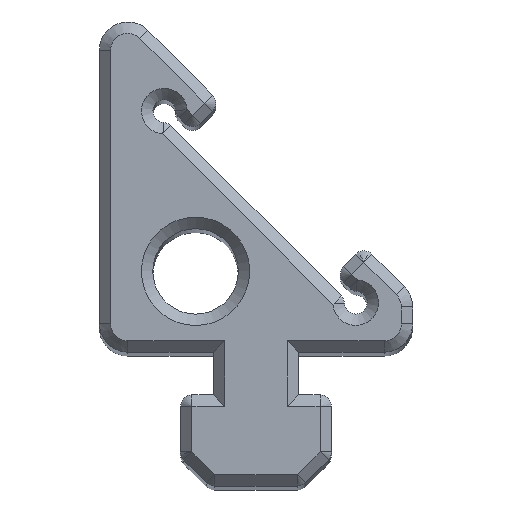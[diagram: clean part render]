
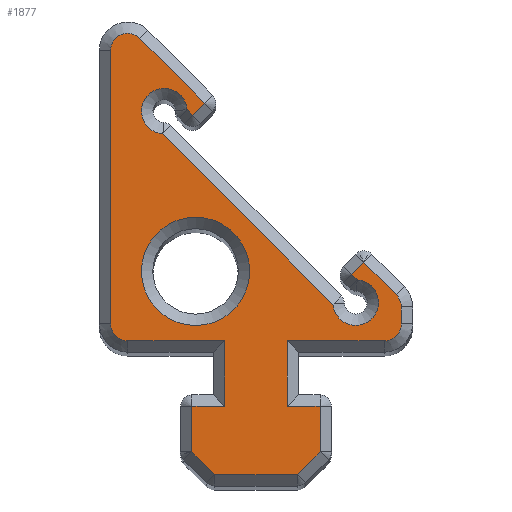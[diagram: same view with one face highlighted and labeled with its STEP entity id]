
A CAD part, top view. The second image highlights one B-rep face of the part: STEP entity #1877.
In plain terms, the highlighted planar face has unit normal (0, 0, 1).
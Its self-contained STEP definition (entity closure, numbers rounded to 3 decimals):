
#16=FACE_BOUND('',#371,.T.);
#79=CIRCLE('',#2021,0.6);
#80=CIRCLE('',#2024,0.6);
#81=CIRCLE('',#2029,0.8);
#82=CIRCLE('',#2032,0.8);
#84=CIRCLE('',#2038,0.6);
#86=CIRCLE('',#2042,0.6);
#93=CIRCLE('',#2072,1.9);
#244=FACE_OUTER_BOUND('',#370,.T.);
#370=EDGE_LOOP('',(#1616,#1617,#1618,#1619,#1620,#1621,#1622,#1623,#1624,
#1625,#1626,#1627,#1628,#1629,#1630,#1631,#1632,#1633,#1634,#1635,#1636,
#1637,#1638,#1639,#1640,#1641));
#371=EDGE_LOOP('',(#1642));
#500=LINE('',#2967,#703);
#504=LINE('',#2975,#707);
#508=LINE('',#2983,#711);
#512=LINE('',#2991,#715);
#516=LINE('',#2999,#719);
#521=LINE('',#3009,#724);
#523=LINE('',#3013,#726);
#527=LINE('',#3020,#730);
#531=LINE('',#3029,#734);
#533=LINE('',#3035,#736);
#535=LINE('',#3039,#738);
#538=LINE('',#3044,#741);
#543=LINE('',#3054,#746);
#548=LINE('',#3064,#751);
#551=LINE('',#3069,#754);
#555=LINE('',#3078,#758);
#559=LINE('',#3090,#762);
#563=LINE('',#3100,#766);
#566=LINE('',#3106,#769);
#568=LINE('',#3109,#771);
#703=VECTOR('',#2413,10.);
#707=VECTOR('',#2419,10.);
#711=VECTOR('',#2425,10.);
#715=VECTOR('',#2431,10.);
#719=VECTOR('',#2437,10.);
#724=VECTOR('',#2444,10.);
#726=VECTOR('',#2448,10.);
#730=VECTOR('',#2454,10.);
#734=VECTOR('',#2464,10.);
#736=VECTOR('',#2472,10.);
#738=VECTOR('',#2476,10.);
#741=VECTOR('',#2481,10.);
#746=VECTOR('',#2492,10.);
#751=VECTOR('',#2503,10.);
#754=VECTOR('',#2508,10.);
#758=VECTOR('',#2514,10.);
#762=VECTOR('',#2526,10.);
#766=VECTOR('',#2538,10.);
#769=VECTOR('',#2543,10.);
#771=VECTOR('',#2547,10.);
#885=VERTEX_POINT('',#2964);
#886=VERTEX_POINT('',#2966);
#889=VERTEX_POINT('',#2974);
#892=VERTEX_POINT('',#2982);
#895=VERTEX_POINT('',#2990);
#898=VERTEX_POINT('',#2998);
#902=VERTEX_POINT('',#3008);
#903=VERTEX_POINT('',#3012);
#904=VERTEX_POINT('',#3017);
#905=VERTEX_POINT('',#3019);
#906=VERTEX_POINT('',#3023);
#907=VERTEX_POINT('',#3027);
#908=VERTEX_POINT('',#3031);
#909=VERTEX_POINT('',#3038);
#910=VERTEX_POINT('',#3043);
#911=VERTEX_POINT('',#3048);
#912=VERTEX_POINT('',#3053);
#913=VERTEX_POINT('',#3058);
#914=VERTEX_POINT('',#3063);
#915=VERTEX_POINT('',#3068);
#918=VERTEX_POINT('',#3075);
#919=VERTEX_POINT('',#3077);
#921=VERTEX_POINT('',#3083);
#923=VERTEX_POINT('',#3088);
#925=VERTEX_POINT('',#3095);
#927=VERTEX_POINT('',#3105);
#929=VERTEX_POINT('',#3144);
#1083=EDGE_CURVE('',#885,#886,#500,.T.);
#1087=EDGE_CURVE('',#886,#889,#504,.T.);
#1091=EDGE_CURVE('',#889,#892,#508,.T.);
#1095=EDGE_CURVE('',#892,#895,#512,.T.);
#1099=EDGE_CURVE('',#895,#898,#516,.T.);
#1104=EDGE_CURVE('',#898,#902,#521,.T.);
#1106=EDGE_CURVE('',#902,#903,#523,.T.);
#1110=EDGE_CURVE('',#904,#905,#527,.T.);
#1113=EDGE_CURVE('',#906,#904,#79,.T.);
#1115=EDGE_CURVE('',#907,#906,#531,.T.);
#1117=EDGE_CURVE('',#908,#907,#80,.T.);
#1118=EDGE_CURVE('',#903,#908,#533,.T.);
#1120=EDGE_CURVE('',#905,#909,#535,.T.);
#1123=EDGE_CURVE('',#909,#910,#538,.T.);
#1126=EDGE_CURVE('',#910,#911,#81,.T.);
#1129=EDGE_CURVE('',#911,#912,#543,.T.);
#1132=EDGE_CURVE('',#912,#913,#82,.T.);
#1135=EDGE_CURVE('',#913,#914,#548,.T.);
#1138=EDGE_CURVE('',#914,#915,#551,.T.);
#1142=EDGE_CURVE('',#918,#919,#555,.T.);
#1146=EDGE_CURVE('',#921,#918,#84,.T.);
#1148=EDGE_CURVE('',#923,#921,#559,.T.);
#1152=EDGE_CURVE('',#925,#923,#86,.T.);
#1154=EDGE_CURVE('',#915,#925,#563,.T.);
#1157=EDGE_CURVE('',#919,#927,#566,.T.);
#1159=EDGE_CURVE('',#927,#885,#568,.T.);
#1173=EDGE_CURVE('',#929,#929,#93,.T.);
#1616=ORIENTED_EDGE('',*,*,#1142,.F.);
#1617=ORIENTED_EDGE('',*,*,#1146,.F.);
#1618=ORIENTED_EDGE('',*,*,#1148,.F.);
#1619=ORIENTED_EDGE('',*,*,#1152,.F.);
#1620=ORIENTED_EDGE('',*,*,#1154,.F.);
#1621=ORIENTED_EDGE('',*,*,#1138,.F.);
#1622=ORIENTED_EDGE('',*,*,#1135,.F.);
#1623=ORIENTED_EDGE('',*,*,#1132,.F.);
#1624=ORIENTED_EDGE('',*,*,#1129,.F.);
#1625=ORIENTED_EDGE('',*,*,#1126,.F.);
#1626=ORIENTED_EDGE('',*,*,#1123,.F.);
#1627=ORIENTED_EDGE('',*,*,#1120,.F.);
#1628=ORIENTED_EDGE('',*,*,#1110,.F.);
#1629=ORIENTED_EDGE('',*,*,#1113,.F.);
#1630=ORIENTED_EDGE('',*,*,#1115,.F.);
#1631=ORIENTED_EDGE('',*,*,#1117,.F.);
#1632=ORIENTED_EDGE('',*,*,#1118,.F.);
#1633=ORIENTED_EDGE('',*,*,#1106,.F.);
#1634=ORIENTED_EDGE('',*,*,#1104,.F.);
#1635=ORIENTED_EDGE('',*,*,#1099,.F.);
#1636=ORIENTED_EDGE('',*,*,#1095,.F.);
#1637=ORIENTED_EDGE('',*,*,#1091,.F.);
#1638=ORIENTED_EDGE('',*,*,#1087,.F.);
#1639=ORIENTED_EDGE('',*,*,#1083,.F.);
#1640=ORIENTED_EDGE('',*,*,#1159,.F.);
#1641=ORIENTED_EDGE('',*,*,#1157,.F.);
#1642=ORIENTED_EDGE('',*,*,#1173,.F.);
#1759=PLANE('',#2071);
#1877=ADVANCED_FACE('',(#244,#16),#1759,.T.);
#2021=AXIS2_PLACEMENT_3D('',#3025,#2459,#2460);
#2024=AXIS2_PLACEMENT_3D('',#3033,#2468,#2469);
#2029=AXIS2_PLACEMENT_3D('',#3049,#2486,#2487);
#2032=AXIS2_PLACEMENT_3D('',#3059,#2497,#2498);
#2038=AXIS2_PLACEMENT_3D('',#3085,#2521,#2522);
#2042=AXIS2_PLACEMENT_3D('',#3097,#2533,#2534);
#2071=AXIS2_PLACEMENT_3D('',#3143,#2605,#2606);
#2072=AXIS2_PLACEMENT_3D('',#3145,#2607,#2608);
#2413=DIRECTION('',(0.,-1.,0.));
#2419=DIRECTION('',(-0.707,-0.707,0.));
#2425=DIRECTION('',(-1.,0.,0.));
#2431=DIRECTION('',(-0.707,0.707,0.));
#2437=DIRECTION('',(0.,1.,0.));
#2444=DIRECTION('',(1.,0.,0.));
#2448=DIRECTION('',(0.,1.,0.));
#2454=DIRECTION('',(0.707,-0.707,0.));
#2459=DIRECTION('center_axis',(0.,0.,-1.));
#2460=DIRECTION('ref_axis',(-0.383,0.924,0.));
#2464=DIRECTION('',(0.,1.,0.));
#2468=DIRECTION('center_axis',(0.,0.,-1.));
#2469=DIRECTION('ref_axis',(-0.707,-0.707,0.));
#2472=DIRECTION('',(-1.,0.,0.));
#2476=DIRECTION('',(-0.707,-0.707,0.));
#2481=DIRECTION('',(-0.707,0.707,0.));
#2486=DIRECTION('center_axis',(0.,0.,1.));
#2487=DIRECTION('ref_axis',(-1.,0.,0.));
#2492=DIRECTION('',(0.707,-0.707,0.));
#2497=DIRECTION('center_axis',(0.,0.,1.));
#2498=DIRECTION('ref_axis',(1.,0.,0.));
#2503=DIRECTION('',(-0.707,0.707,0.));
#2508=DIRECTION('',(0.707,0.707,0.));
#2514=DIRECTION('',(-1.,0.,0.));
#2521=DIRECTION('center_axis',(0.,0.,-1.));
#2522=DIRECTION('ref_axis',(0.707,-0.707,0.));
#2526=DIRECTION('',(0.,-1.,0.));
#2533=DIRECTION('center_axis',(0.,0.,-1.));
#2534=DIRECTION('ref_axis',(0.924,0.383,0.));
#2538=DIRECTION('',(0.707,-0.707,0.));
#2543=DIRECTION('',(0.,-1.,0.));
#2547=DIRECTION('',(1.,0.,0.));
#2605=DIRECTION('center_axis',(0.,0.,1.));
#2606=DIRECTION('ref_axis',(-1.,0.,0.));
#2607=DIRECTION('center_axis',(0.,0.,1.));
#2608=DIRECTION('ref_axis',(-1.,0.,0.));
#2964=CARTESIAN_POINT('',(-44.971,-3.232,95.));
#2966=CARTESIAN_POINT('',(-44.971,-4.834,95.));
#2967=CARTESIAN_POINT('',(-44.971,-1.091,95.));
#2974=CARTESIAN_POINT('',(-45.77,-5.632,95.));
#2975=CARTESIAN_POINT('',(-44.078,-3.941,95.));
#2982=CARTESIAN_POINT('',(-48.672,-5.632,95.));
#2983=CARTESIAN_POINT('',(-48.03,-5.632,95.));
#2990=CARTESIAN_POINT('',(-49.471,-4.834,95.));
#2991=CARTESIAN_POINT('',(-50.88,-3.425,95.));
#2998=CARTESIAN_POINT('',(-49.471,-3.232,95.));
#2999=CARTESIAN_POINT('',(-49.471,-0.007,95.));
#3008=CARTESIAN_POINT('',(-48.321,-3.232,95.));
#3009=CARTESIAN_POINT('',(-47.971,-3.232,95.));
#3012=CARTESIAN_POINT('',(-48.321,-0.932,95.));
#3013=CARTESIAN_POINT('',(-48.321,0.743,95.));
#3017=CARTESIAN_POINT('',(-51.297,9.678,95.));
#3019=CARTESIAN_POINT('',(-49.024,7.405,95.));
#3020=CARTESIAN_POINT('',(-47.285,5.666,95.));
#3023=CARTESIAN_POINT('',(-52.321,9.254,95.));
#3025=CARTESIAN_POINT('Origin',(-51.721,9.254,95.));
#3027=CARTESIAN_POINT('',(-52.321,-0.332,95.));
#3029=CARTESIAN_POINT('',(-52.321,7.243,95.));
#3031=CARTESIAN_POINT('',(-51.721,-0.932,95.));
#3033=CARTESIAN_POINT('Origin',(-51.721,-0.332,95.));
#3035=CARTESIAN_POINT('',(-49.971,-0.932,95.));
#3038=CARTESIAN_POINT('',(-49.448,6.981,95.));
#3039=CARTESIAN_POINT('',(-50.074,6.356,95.));
#3043=CARTESIAN_POINT('',(-49.64,7.172,95.));
#3044=CARTESIAN_POINT('',(-48.011,5.544,95.));
#3048=CARTESIAN_POINT('',(-50.488,6.324,95.));
#3049=CARTESIAN_POINT('Origin',(-50.438,7.122,95.));
#3053=CARTESIAN_POINT('',(-44.519,0.355,95.));
#3054=CARTESIAN_POINT('',(-45.746,1.581,95.));
#3058=CARTESIAN_POINT('',(-43.671,1.203,95.));
#3059=CARTESIAN_POINT('Origin',(-43.721,0.405,95.));
#3063=CARTESIAN_POINT('',(-43.862,1.395,95.));
#3064=CARTESIAN_POINT('',(-45.199,2.732,95.));
#3068=CARTESIAN_POINT('',(-43.438,1.819,95.));
#3069=CARTESIAN_POINT('',(-43.993,1.264,95.));
#3075=CARTESIAN_POINT('',(-42.721,-0.932,95.));
#3077=CARTESIAN_POINT('',(-46.121,-0.932,95.));
#3078=CARTESIAN_POINT('',(-46.471,-0.932,95.));
#3083=CARTESIAN_POINT('',(-42.121,-0.332,95.));
#3085=CARTESIAN_POINT('Origin',(-42.721,-0.332,95.));
#3088=CARTESIAN_POINT('',(-42.121,0.254,95.));
#3090=CARTESIAN_POINT('',(-42.121,0.743,95.));
#3095=CARTESIAN_POINT('',(-42.297,0.678,95.));
#3097=CARTESIAN_POINT('Origin',(-42.721,0.254,95.));
#3100=CARTESIAN_POINT('',(-43.916,2.297,95.));
#3105=CARTESIAN_POINT('',(-46.121,-3.232,95.));
#3106=CARTESIAN_POINT('',(-46.121,-0.007,95.));
#3109=CARTESIAN_POINT('',(-45.896,-3.232,95.));
#3143=CARTESIAN_POINT('Origin',(-47.221,2.818,95.));
#3144=CARTESIAN_POINT('',(-47.442,1.501,95.));
#3145=CARTESIAN_POINT('Origin',(-49.342,1.501,95.));
